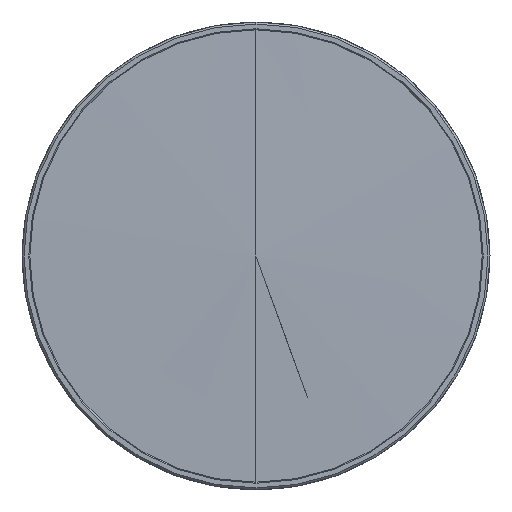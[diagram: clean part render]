
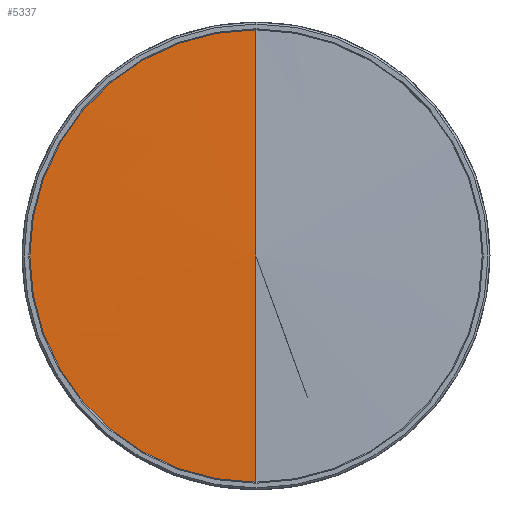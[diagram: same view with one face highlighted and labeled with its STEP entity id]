
A CAD part, left-side view. The second image highlights one B-rep face of the part: STEP entity #5337.
In plain terms, the highlighted conical face has half-angle 88.816 degrees and reference radius 112.9 mm.
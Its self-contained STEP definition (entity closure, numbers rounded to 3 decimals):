
#74 = CARTESIAN_POINT ( 'NONE',  ( 2.334, 0., -112.9 ) ) ;
#154 = CARTESIAN_POINT ( 'NONE',  ( 2.334, 0., 0. ) ) ;
#159 = AXIS2_PLACEMENT_3D ( 'NONE', #2231, #5267, #5759 ) ;
#207 = ORIENTED_EDGE ( 'NONE', *, *, #1515, .T. ) ;
#268 = CONICAL_SURFACE ( 'NONE', #4356, 112.9, 1.55 ) ;
#679 = LINE ( 'NONE', #74, #1398 ) ;
#841 = VERTEX_POINT ( 'NONE', #2177 ) ;
#926 = CARTESIAN_POINT ( 'NONE',  ( 2.298, 0., 0. ) ) ;
#990 = DIRECTION ( 'NONE',  ( 0., 0., -1. ) ) ;
#1076 = DIRECTION ( 'NONE',  ( 0.021, 0., -1. ) ) ;
#1086 = LINE ( 'NONE', #2091, #2662 ) ;
#1398 = VECTOR ( 'NONE', #1076, 1000. ) ;
#1441 = DIRECTION ( 'NONE',  ( 1., 0., 0. ) ) ;
#1515 = EDGE_CURVE ( 'NONE', #841, #4945, #1086, .T. ) ;
#1558 = FACE_OUTER_BOUND ( 'NONE', #3173, .T. ) ;
#1581 = DIRECTION ( 'NONE',  ( 0.021, 0., 1. ) ) ;
#1619 = CARTESIAN_POINT ( 'NONE',  ( 2.298, 111.15, 0. ) ) ;
#1704 = CIRCLE ( 'NONE', #159, 111.15 ) ;
#2091 = CARTESIAN_POINT ( 'NONE',  ( 2.334, 0., 112.9 ) ) ;
#2177 = CARTESIAN_POINT ( 'NONE',  ( 0., 0., 0. ) ) ;
#2231 = CARTESIAN_POINT ( 'NONE',  ( 2.298, 0., 0. ) ) ;
#2459 = AXIS2_PLACEMENT_3D ( 'NONE', #926, #1441, #990 ) ;
#2655 = DIRECTION ( 'NONE',  ( 1., 0., 0. ) ) ;
#2662 = VECTOR ( 'NONE', #1581, 1000. ) ;
#3173 = EDGE_LOOP ( 'NONE', ( #5304, #207, #3740, #4015 ) ) ;
#3555 = EDGE_CURVE ( 'NONE', #3729, #4183, #1704, .T. ) ;
#3729 = VERTEX_POINT ( 'NONE', #6421 ) ;
#3740 = ORIENTED_EDGE ( 'NONE', *, *, #4649, .F. ) ;
#3932 = CARTESIAN_POINT ( 'NONE',  ( 2.298, 0., 111.15 ) ) ;
#4015 = ORIENTED_EDGE ( 'NONE', *, *, #3555, .F. ) ;
#4183 = VERTEX_POINT ( 'NONE', #1619 ) ;
#4356 = AXIS2_PLACEMENT_3D ( 'NONE', #154, #2655, #6157 ) ;
#4649 = EDGE_CURVE ( 'NONE', #4183, #4945, #4740, .T. ) ;
#4740 = CIRCLE ( 'NONE', #2459, 111.15 ) ;
#4945 = VERTEX_POINT ( 'NONE', #3932 ) ;
#5240 = EDGE_CURVE ( 'NONE', #841, #3729, #679, .T. ) ;
#5267 = DIRECTION ( 'NONE',  ( 1., 0., 0. ) ) ;
#5304 = ORIENTED_EDGE ( 'NONE', *, *, #5240, .F. ) ;
#5337 = ADVANCED_FACE ( 'NONE', ( #1558 ), #268, .T. ) ;
#5759 = DIRECTION ( 'NONE',  ( 0., 0., -1. ) ) ;
#6157 = DIRECTION ( 'NONE',  ( 0., 0., -1. ) ) ;
#6421 = CARTESIAN_POINT ( 'NONE',  ( 2.298, 0., -111.15 ) ) ;
